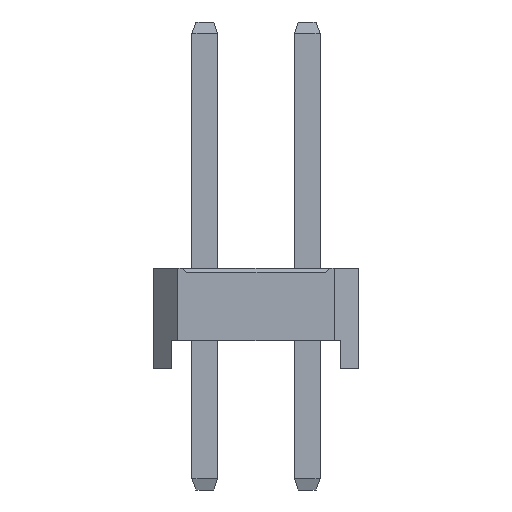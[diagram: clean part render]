
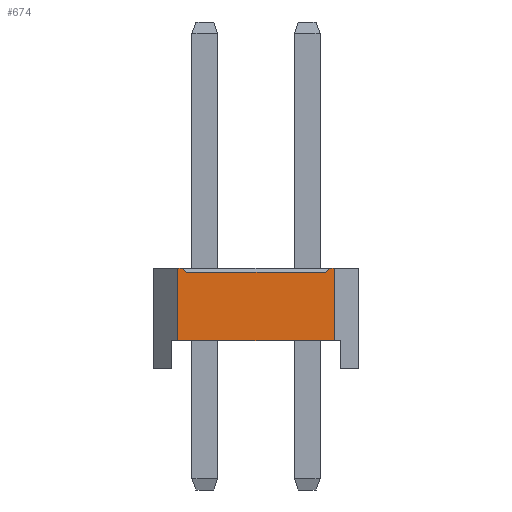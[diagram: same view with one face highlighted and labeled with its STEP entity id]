
A CAD part, left-side view. The second image highlights one B-rep face of the part: STEP entity #674.
In plain terms, the highlighted planar face has unit normal (-1, 0, 0).
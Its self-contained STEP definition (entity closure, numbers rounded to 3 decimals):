
#674=ADVANCED_FACE('',(#2942),#2944,.T.);
#2942=FACE_BOUND('',#2943,.T.);
#2943=EDGE_LOOP('',(#4733,#4734,#4735,#4736,#4737,#4738,#4739,#4740));
#2944=PLANE('',#2945);
#2945=AXIS2_PLACEMENT_3D('',#2946,#2947,#2948);
#2946=CARTESIAN_POINT('',(-1.27,3.21,0.));
#2947=DIRECTION('',(-1.,0.,0.));
#2948=DIRECTION('',(0.,-1.,0.));
#4733=ORIENTED_EDGE('',*,*,#5854,.F.);
#4734=ORIENTED_EDGE('',*,*,#5855,.T.);
#4735=ORIENTED_EDGE('',*,*,#5856,.F.);
#4736=ORIENTED_EDGE('',*,*,#5638,.F.);
#4737=ORIENTED_EDGE('',*,*,#5857,.F.);
#4738=ORIENTED_EDGE('',*,*,#5552,.T.);
#4739=ORIENTED_EDGE('',*,*,#5853,.T.);
#4740=ORIENTED_EDGE('',*,*,#5642,.F.);
#5552=EDGE_CURVE('',#6184,#6182,#6185,.T.);
#5638=EDGE_CURVE('',#6354,#6356,#6357,.T.);
#5642=EDGE_CURVE('',#6362,#6364,#6365,.T.);
#5853=EDGE_CURVE('',#6182,#6364,#6717,.T.);
#5854=EDGE_CURVE('',#6718,#6362,#6719,.F.);
#5855=EDGE_CURVE('',#6718,#6720,#6721,.T.);
#5856=EDGE_CURVE('',#6356,#6720,#6722,.F.);
#5857=EDGE_CURVE('',#6184,#6354,#6723,.T.);
#6182=VERTEX_POINT('',#7206);
#6184=VERTEX_POINT('',#7210);
#6185=LINE('',#7211,#7212);
#6354=VERTEX_POINT('',#7550);
#6356=VERTEX_POINT('',#7554);
#6357=LINE('',#7555,#7556);
#6362=VERTEX_POINT('',#7566);
#6364=VERTEX_POINT('',#7570);
#6365=LINE('',#7571,#7572);
#6717=LINE('',#8345,#8346);
#6718=VERTEX_POINT('',#8348);
#6719=LINE('',#8349,#8350);
#6720=VERTEX_POINT('',#8352);
#6721=LINE('',#8353,#8354);
#6722=LINE('',#8356,#8357);
#6723=LINE('',#8359,#8360);
#7206=CARTESIAN_POINT('',(-1.27,-0.67,0.7));
#7210=CARTESIAN_POINT('',(-1.27,3.21,0.7));
#7211=CARTESIAN_POINT('',(-1.27,3.21,0.7));
#7212=VECTOR('',#7213,1.);
#7213=DIRECTION('',(0.,-1.,0.));
#7550=CARTESIAN_POINT('',(-1.27,3.21,2.5));
#7554=CARTESIAN_POINT('',(-1.27,3.09,2.5));
#7555=CARTESIAN_POINT('',(-1.27,3.21,2.5));
#7556=VECTOR('',#7557,1.);
#7557=DIRECTION('',(0.,-1.,0.));
#7566=CARTESIAN_POINT('',(-1.27,-0.55,2.5));
#7570=CARTESIAN_POINT('',(-1.27,-0.67,2.5));
#7571=CARTESIAN_POINT('',(-1.27,-0.55,2.5));
#7572=VECTOR('',#7573,1.);
#7573=DIRECTION('',(0.,-1.,0.));
#8345=CARTESIAN_POINT('',(-1.27,-0.67,0.7));
#8346=VECTOR('',#8347,1.);
#8347=DIRECTION('',(0.,0.,1.));
#8348=CARTESIAN_POINT('',(-1.27,-0.45,2.4));
#8349=CARTESIAN_POINT('',(-1.27,-0.55,2.5));
#8350=VECTOR('',#8351,1.);
#8351=DIRECTION('',(0.,0.707,-0.707));
#8352=CARTESIAN_POINT('',(-1.27,2.99,2.4));
#8353=CARTESIAN_POINT('',(-1.27,-0.45,2.4));
#8354=VECTOR('',#8355,1.);
#8355=DIRECTION('',(0.,1.,0.));
#8356=CARTESIAN_POINT('',(-1.27,2.99,2.4));
#8357=VECTOR('',#8358,1.);
#8358=DIRECTION('',(0.,0.707,0.707));
#8359=CARTESIAN_POINT('',(-1.27,3.21,0.7));
#8360=VECTOR('',#8361,1.);
#8361=DIRECTION('',(0.,0.,1.));
